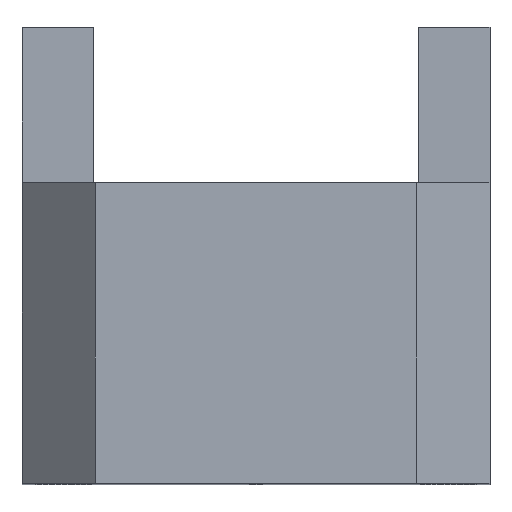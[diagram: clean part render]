
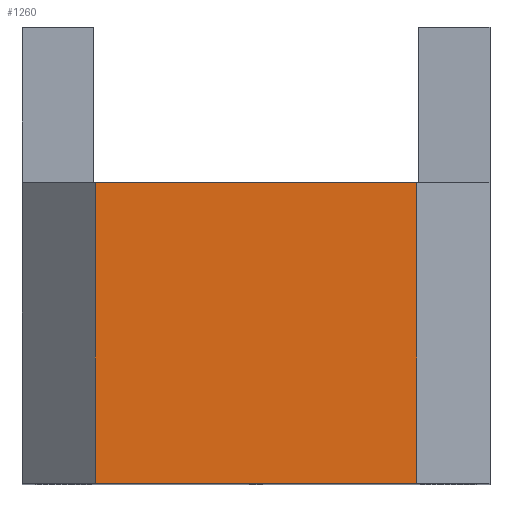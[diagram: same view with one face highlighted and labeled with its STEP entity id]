
A CAD part, top view. The second image highlights one B-rep face of the part: STEP entity #1260.
In plain terms, the highlighted planar face has unit normal (0, 0, 1).
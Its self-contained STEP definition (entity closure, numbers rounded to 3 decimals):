
#42 = ORIENTED_EDGE ( 'NONE', *, *, #970, .F. ) ;
#64 = EDGE_LOOP ( 'NONE', ( #443, #3352, #655, #42 ) ) ;
#226 = CARTESIAN_POINT ( 'NONE',  ( -5.586, 117.551, 31. ) ) ;
#388 = CARTESIAN_POINT ( 'NONE',  ( -5.586, 27., 31. ) ) ;
#434 = VECTOR ( 'NONE', #3777, 1000. ) ;
#443 = ORIENTED_EDGE ( 'NONE', *, *, #1384, .F. ) ;
#460 = CARTESIAN_POINT ( 'NONE',  ( -34.414, 117.551, 31. ) ) ;
#500 = LINE ( 'NONE', #3426, #874 ) ;
#546 = DIRECTION ( 'NONE',  ( 0., 0., 1. ) ) ;
#655 = ORIENTED_EDGE ( 'NONE', *, *, #3240, .F. ) ;
#874 = VECTOR ( 'NONE', #1713, 1000. ) ;
#970 = EDGE_CURVE ( 'NONE', #1711, #1438, #3163, .T. ) ;
#1100 = VERTEX_POINT ( 'NONE', #1887 ) ;
#1260 = ADVANCED_FACE ( 'NONE', ( #3773 ), #3815, .T. ) ;
#1332 = VECTOR ( 'NONE', #3712, 1000. ) ;
#1384 = EDGE_CURVE ( 'NONE', #1100, #1711, #1825, .T. ) ;
#1438 = VERTEX_POINT ( 'NONE', #1862 ) ;
#1525 = DIRECTION ( 'NONE',  ( 1., 0., 0. ) ) ;
#1711 = VERTEX_POINT ( 'NONE', #388 ) ;
#1713 = DIRECTION ( 'NONE',  ( -1., 0., 0. ) ) ;
#1742 = DIRECTION ( 'NONE',  ( 1., 0., 0. ) ) ;
#1825 = LINE ( 'NONE', #3007, #2615 ) ;
#1862 = CARTESIAN_POINT ( 'NONE',  ( -5.586, 0., 31. ) ) ;
#1887 = CARTESIAN_POINT ( 'NONE',  ( -34.414, 27., 31. ) ) ;
#2035 = CARTESIAN_POINT ( 'NONE',  ( -34.414, 117.551, 31. ) ) ;
#2365 = VERTEX_POINT ( 'NONE', #2838 ) ;
#2615 = VECTOR ( 'NONE', #1525, 1000. ) ;
#2838 = CARTESIAN_POINT ( 'NONE',  ( -34.414, 0., 31. ) ) ;
#2871 = LINE ( 'NONE', #460, #1332 ) ;
#3007 = CARTESIAN_POINT ( 'NONE',  ( -34.414, 27., 31. ) ) ;
#3025 = EDGE_CURVE ( 'NONE', #1100, #2365, #2871, .T. ) ;
#3163 = LINE ( 'NONE', #226, #434 ) ;
#3240 = EDGE_CURVE ( 'NONE', #1438, #2365, #500, .T. ) ;
#3352 = ORIENTED_EDGE ( 'NONE', *, *, #3025, .T. ) ;
#3426 = CARTESIAN_POINT ( 'NONE',  ( -34.414, 0., 31. ) ) ;
#3712 = DIRECTION ( 'NONE',  ( 0., -1., 0. ) ) ;
#3773 = FACE_OUTER_BOUND ( 'NONE', #64, .T. ) ;
#3777 = DIRECTION ( 'NONE',  ( 0., -1., 0. ) ) ;
#3812 = AXIS2_PLACEMENT_3D ( 'NONE', #2035, #546, #1742 ) ;
#3815 = PLANE ( 'NONE',  #3812 ) ;
